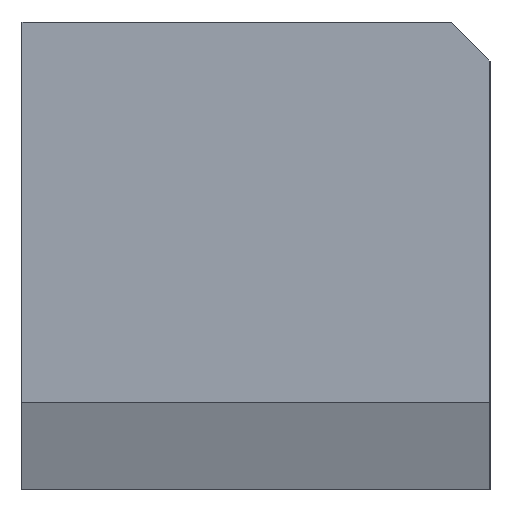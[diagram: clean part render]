
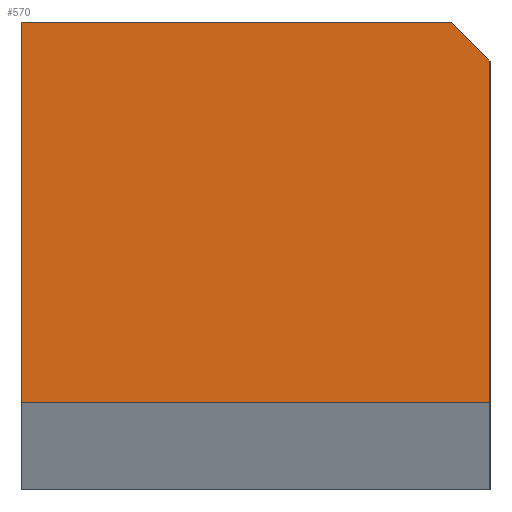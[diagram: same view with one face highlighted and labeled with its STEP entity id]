
A CAD part, left-side view. The second image highlights one B-rep face of the part: STEP entity #570.
In plain terms, the highlighted planar face has unit normal (-1, 0, 0).
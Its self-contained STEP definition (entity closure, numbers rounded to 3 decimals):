
#570=ADVANCED_FACE('NONE',(#1399),#1400,.F.);
#1399=FACE_OUTER_BOUND('',#2476,.T.);
#1400=PLANE('',#2477);
#2476=EDGE_LOOP('',(#4685,#4686,#4687,#4688,#4689));
#2477=AXIS2_PLACEMENT_3D('',#4690,#4691,#4692);
#4685=ORIENTED_EDGE('',*,*,#6783,.F.);
#4686=ORIENTED_EDGE('',*,*,#7683,.T.);
#4687=ORIENTED_EDGE('',*,*,#7684,.F.);
#4688=ORIENTED_EDGE('',*,*,#7428,.T.);
#4689=ORIENTED_EDGE('',*,*,#7685,.F.);
#4690=CARTESIAN_POINT('',(0.0,0.0,24.0));
#4691=DIRECTION('',(1.0,0.0,0.0));
#4692=DIRECTION('',(0.0,1.0,-0.0));
#6783=EDGE_CURVE('NONE',#8211,#8213,#8214,.T.);
#7428=EDGE_CURVE('NONE',#9500,#9498,#9501,.T.);
#7683=EDGE_CURVE('NONE',#8211,#9759,#9760,.T.);
#7684=EDGE_CURVE('NONE',#9500,#9759,#9761,.T.);
#7685=EDGE_CURVE('NONE',#8213,#9498,#9762,.T.);
#8211=VERTEX_POINT('NONE',#10309);
#8213=VERTEX_POINT('NONE',#10312);
#8214=LINE('',#10313,#10314);
#9498=VERTEX_POINT('NONE',#12238);
#9500=VERTEX_POINT('NONE',#12241);
#9501=LINE('',#12242,#12243);
#9759=VERTEX_POINT('NONE',#12667);
#9760=LINE('',#12668,#12669);
#9761=LINE('',#12670,#12671);
#9762=LINE('',#12672,#12673);
#10309=CARTESIAN_POINT('',(0.0,0.0,22.0));
#10312=CARTESIAN_POINT('',(0.0,0.0,4.5));
#10313=CARTESIAN_POINT('',(0.0,0.0,24.0));
#10314=VECTOR('',#13360,1000.0);
#12238=CARTESIAN_POINT('',(0.0,24.0,4.5));
#12241=CARTESIAN_POINT('',(0.0,24.0,24.0));
#12242=CARTESIAN_POINT('',(0.0,24.0,24.0));
#12243=VECTOR('',#14008,1000.0);
#12667=CARTESIAN_POINT('',(0.0,2.0,24.0));
#12668=CARTESIAN_POINT('',(0.0,2.0,24.0));
#12669=VECTOR('',#14193,1000.0);
#12670=CARTESIAN_POINT('',(0.0,0.0,24.0));
#12671=VECTOR('',#14194,1000.0);
#12672=CARTESIAN_POINT('',(0.0,0.0,4.5));
#12673=VECTOR('',#14195,1000.0);
#13360=DIRECTION('',(-0.0,-0.0,-1.0));
#14008=DIRECTION('',(-0.0,-0.0,-1.0));
#14193=DIRECTION('',(-0.0,0.707,0.707));
#14194=DIRECTION('',(-0.0,-1.0,-0.0));
#14195=DIRECTION('',(0.0,1.0,0.0));
